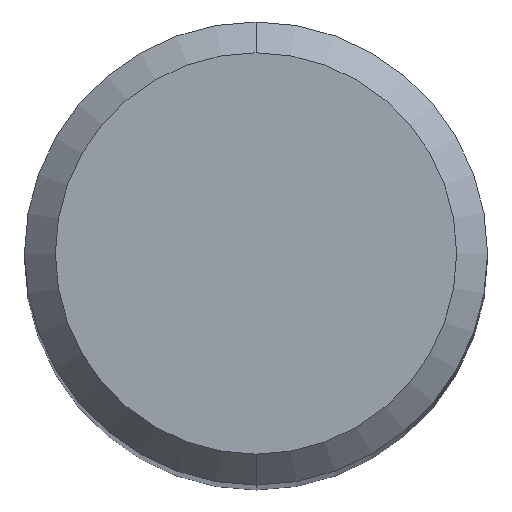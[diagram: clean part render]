
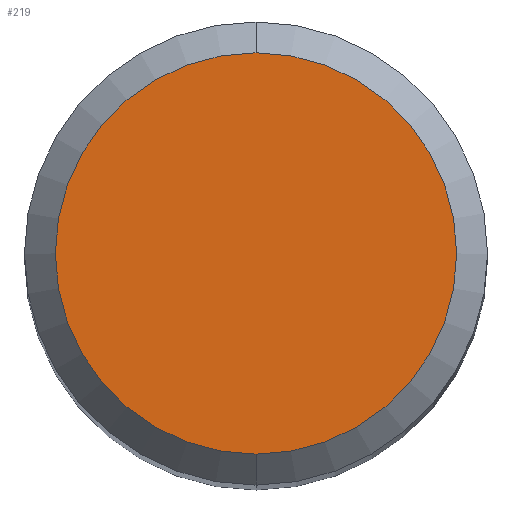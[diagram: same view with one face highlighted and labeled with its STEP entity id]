
A CAD part, top view. The second image highlights one B-rep face of the part: STEP entity #219.
In plain terms, the highlighted planar face has unit normal (0, 0, 1).
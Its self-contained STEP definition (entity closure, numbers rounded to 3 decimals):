
#105=EDGE_CURVE('',#185,#159,#258,.T.);
#159=VERTEX_POINT('',#322);
#169=EDGE_CURVE('',#159,#185,#332,.T.);
#185=VERTEX_POINT('',#349);
#219=ADVANCED_FACE('',(#384),#385,.T.);
#258=CIRCLE('',#421,2.6);
#322=CARTESIAN_POINT('',(0.0,2.6,0.0));
#332=CIRCLE('',#519,2.6);
#349=CARTESIAN_POINT('',(0.,-2.6,0.0));
#384=FACE_OUTER_BOUND('',#584,.T.);
#385=PLANE('',#585);
#421=AXIS2_PLACEMENT_3D('',#615,#616,#617);
#519=AXIS2_PLACEMENT_3D('',#725,#726,#727);
#584=EDGE_LOOP('',(#772,#773));
#585=AXIS2_PLACEMENT_3D('',#774,#775,#776);
#615=CARTESIAN_POINT('',(0.0,0.0,0.0));
#616=DIRECTION('',(0.0,0.0,-1.0));
#617=DIRECTION('',(0.0,1.0,0.0));
#725=CARTESIAN_POINT('',(0.0,0.0,0.0));
#726=DIRECTION('',(0.0,0.0,-1.0));
#727=DIRECTION('',(0.0,1.0,0.0));
#772=ORIENTED_EDGE('',*,*,#169,.F.);
#773=ORIENTED_EDGE('',*,*,#105,.F.);
#774=CARTESIAN_POINT('',(0.0,1.3,0.0));
#775=DIRECTION('',(-0.0,0.0,1.0));
#776=DIRECTION('',(0.0,-1.0,0.0));
